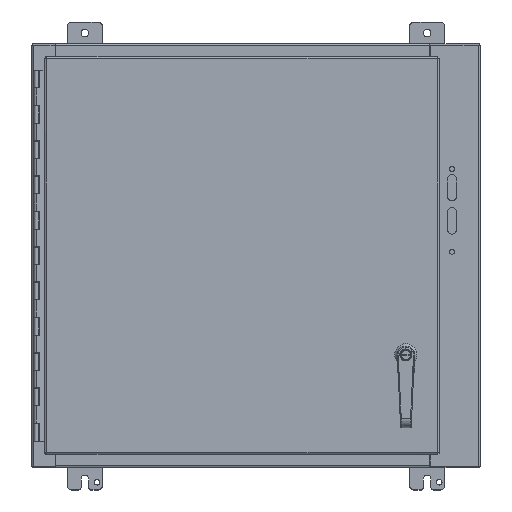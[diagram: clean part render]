
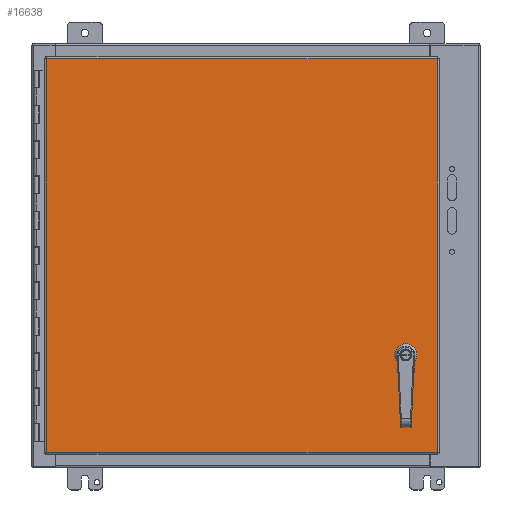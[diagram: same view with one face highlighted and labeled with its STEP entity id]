
A CAD part, top view. The second image highlights one B-rep face of the part: STEP entity #16638.
In plain terms, the highlighted planar face has unit normal (0, 0, 1).
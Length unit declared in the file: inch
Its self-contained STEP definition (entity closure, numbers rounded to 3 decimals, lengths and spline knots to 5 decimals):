
#15161=CARTESIAN_POINT('',(20.05725,5.41238,0.074));
#15162=VERTEX_POINT('',#15161);
#15169=CARTESIAN_POINT('',(20.24463,5.225,0.074));
#15170=VERTEX_POINT('',#15169);
#15171=CARTESIAN_POINT('',(20.45725,5.625,0.074));
#15172=DIRECTION('',(0.0,0.0,-1.0));
#15173=DIRECTION('',(0.883,0.469,0.0));
#15174=AXIS2_PLACEMENT_3D('',#15171,#15172,#15173);
#15175=CIRCLE('',#15174,0.453);
#15176=EDGE_CURVE('',#15170,#15162,#15175,.T.);
#15201=CARTESIAN_POINT('',(20.66987,5.225,0.074));
#15202=VERTEX_POINT('',#15201);
#15203=CARTESIAN_POINT('',(20.66987,5.225,0.074));
#15204=DIRECTION('',(-1.0,0.0,0.0));
#15205=VECTOR('',#15204,0.42525);
#15206=LINE('',#15203,#15205);
#15207=EDGE_CURVE('',#15202,#15170,#15206,.T.);
#15233=CARTESIAN_POINT('',(20.85725,5.41238,0.074));
#15234=VERTEX_POINT('',#15233);
#15235=CARTESIAN_POINT('',(20.45725,5.625,0.074));
#15236=DIRECTION('',(0.0,0.0,-1.0));
#15237=DIRECTION('',(-0.469,0.883,0.0));
#15238=AXIS2_PLACEMENT_3D('',#15235,#15236,#15237);
#15239=CIRCLE('',#15238,0.453);
#15240=EDGE_CURVE('',#15234,#15202,#15239,.T.);
#15265=CARTESIAN_POINT('',(20.85725,5.83762,0.074));
#15266=VERTEX_POINT('',#15265);
#15267=CARTESIAN_POINT('',(20.85725,5.83762,0.074));
#15268=DIRECTION('',(0.0,-1.0,0.0));
#15269=VECTOR('',#15268,0.42525);
#15270=LINE('',#15267,#15269);
#15271=EDGE_CURVE('',#15266,#15234,#15270,.T.);
#15297=CARTESIAN_POINT('',(20.66987,6.025,0.074));
#15298=VERTEX_POINT('',#15297);
#15299=CARTESIAN_POINT('',(20.45725,5.625,0.074));
#15300=DIRECTION('',(0.0,0.0,-1.0));
#15301=DIRECTION('',(-0.883,-0.469,0.0));
#15302=AXIS2_PLACEMENT_3D('',#15299,#15300,#15301);
#15303=CIRCLE('',#15302,0.453);
#15304=EDGE_CURVE('',#15298,#15266,#15303,.T.);
#15329=CARTESIAN_POINT('',(20.24463,6.025,0.074));
#15330=VERTEX_POINT('',#15329);
#15331=CARTESIAN_POINT('',(20.24463,6.025,0.074));
#15332=DIRECTION('',(1.0,0.0,0.0));
#15333=VECTOR('',#15332,0.42525);
#15334=LINE('',#15331,#15333);
#15335=EDGE_CURVE('',#15330,#15298,#15334,.T.);
#15361=CARTESIAN_POINT('',(20.05725,5.83762,0.074));
#15362=VERTEX_POINT('',#15361);
#15363=CARTESIAN_POINT('',(20.45725,5.625,0.074));
#15364=DIRECTION('',(0.0,0.0,-1.0));
#15365=DIRECTION('',(0.469,-0.883,0.0));
#15366=AXIS2_PLACEMENT_3D('',#15363,#15364,#15365);
#15367=CIRCLE('',#15366,0.453);
#15368=EDGE_CURVE('',#15362,#15330,#15367,.T.);
#15391=CARTESIAN_POINT('',(20.05725,5.41238,0.074));
#15392=DIRECTION('',(0.0,1.0,0.0));
#15393=VECTOR('',#15392,0.42525);
#15394=LINE('',#15391,#15393);
#15395=EDGE_CURVE('',#15162,#15362,#15394,.T.);
#15615=CARTESIAN_POINT('',(22.2385,22.39475,0.074));
#15616=VERTEX_POINT('',#15615);
#15627=CARTESIAN_POINT('',(22.2385,0.10525,0.074));
#15628=VERTEX_POINT('',#15627);
#15629=CARTESIAN_POINT('',(22.2385,0.10525,0.074));
#15630=DIRECTION('',(0.0,1.0,0.0));
#15631=VECTOR('',#15630,22.2895);
#15632=LINE('',#15629,#15631);
#15633=EDGE_CURVE('',#15628,#15616,#15632,.T.);
#15895=CARTESIAN_POINT('',(0.10525,22.39475,0.074));
#15896=VERTEX_POINT('',#15895);
#15907=CARTESIAN_POINT('',(22.2385,22.39475,0.074));
#15908=DIRECTION('',(-1.0,0.0,0.0));
#15909=VECTOR('',#15908,22.13325);
#15910=LINE('',#15907,#15909);
#15911=EDGE_CURVE('',#15616,#15896,#15910,.T.);
#16166=CARTESIAN_POINT('',(0.10525,0.10525,0.074));
#16167=VERTEX_POINT('',#16166);
#16178=CARTESIAN_POINT('',(0.10525,22.39475,0.074));
#16179=DIRECTION('',(0.0,-1.0,0.0));
#16180=VECTOR('',#16179,22.2895);
#16181=LINE('',#16178,#16180);
#16182=EDGE_CURVE('',#15896,#16167,#16181,.T.);
#16380=CARTESIAN_POINT('',(0.10525,0.10525,0.074));
#16381=DIRECTION('',(1.0,0.0,0.0));
#16382=VECTOR('',#16381,22.13325);
#16383=LINE('',#16380,#16382);
#16384=EDGE_CURVE('',#16167,#15628,#16383,.T.);
#16617=CARTESIAN_POINT('',(11.17187,11.25,0.074));
#16618=DIRECTION('',(0.0,0.0,1.0));
#16619=DIRECTION('',(1.0,0.0,0.0));
#16620=AXIS2_PLACEMENT_3D('',#16617,#16618,#16619);
#16621=PLANE('',#16620);
#16622=ORIENTED_EDGE('',*,*,#15633,.T.);
#16623=ORIENTED_EDGE('',*,*,#15911,.T.);
#16624=ORIENTED_EDGE('',*,*,#16182,.T.);
#16625=ORIENTED_EDGE('',*,*,#16384,.T.);
#16626=EDGE_LOOP('',(#16622,#16623,#16624,#16625));
#16627=FACE_OUTER_BOUND('',#16626,.T.);
#16628=ORIENTED_EDGE('',*,*,#15176,.T.);
#16629=ORIENTED_EDGE('',*,*,#15395,.T.);
#16630=ORIENTED_EDGE('',*,*,#15368,.T.);
#16631=ORIENTED_EDGE('',*,*,#15335,.T.);
#16632=ORIENTED_EDGE('',*,*,#15304,.T.);
#16633=ORIENTED_EDGE('',*,*,#15271,.T.);
#16634=ORIENTED_EDGE('',*,*,#15240,.T.);
#16635=ORIENTED_EDGE('',*,*,#15207,.T.);
#16636=EDGE_LOOP('',(#16628,#16629,#16630,#16631,#16632,#16633,#16634,#16635));
#16637=FACE_BOUND('',#16636,.T.);
#16638=ADVANCED_FACE('',(#16627,#16637),#16621,.T.);
